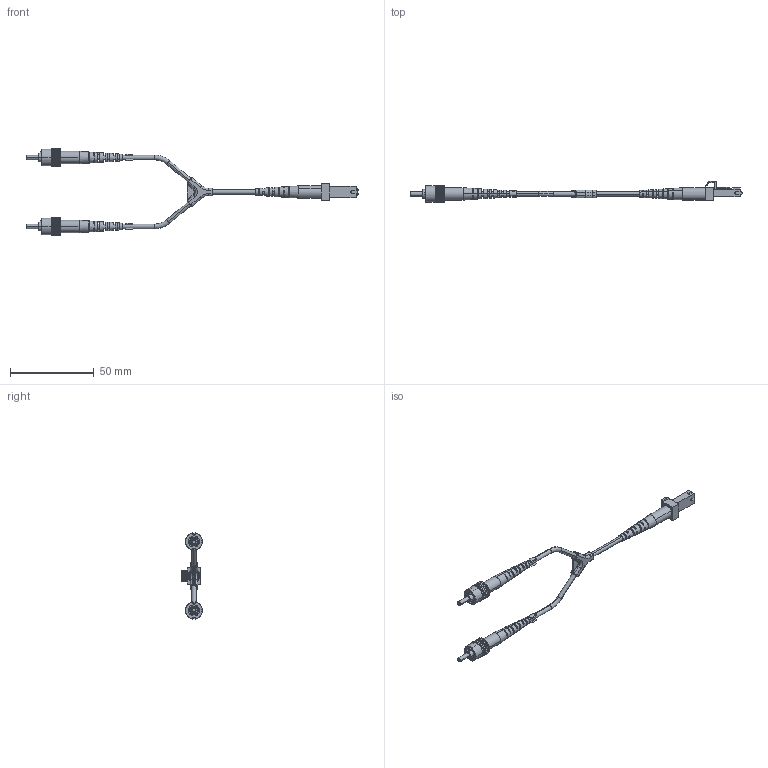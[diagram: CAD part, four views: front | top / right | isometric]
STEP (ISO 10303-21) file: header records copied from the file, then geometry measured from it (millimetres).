
FILE_DESCRIPTION (( 'STEP AP203' ), '1' );
FILE_NAME ('SFODST-MT.STEP', '2006-06-23T20:19:57', ( 'lcom' ), ( 'lcom' ), 'SwSTEP 2.0', 'SolidWorks 2006004', '' );
FILE_SCHEMA (( 'CONFIG_CONTROL_DESIGN' ));
Length unit declared in the file: inch
Products named in the file (13): FOC-001BA; SFODST-MT-MA1; LBL-C3P-A; LBL-C3P-B; SFODST-MT; FOC-001BA-PROD-MA3; FOC-001BA-PROD-MA2; FOC-001BA-PROD-MA1; CONN-91-100-97-BP3B; CONN-91-100-97-BP3B-MA1; CONN-91-100-97-BP3B-MA2; SFODST-MT-MA2; TUBE-TAT-125SCD-1875(Y)
Assembly tree (14 placements, depth 3):
  SFODST-MT
    LBL-C3P-B
    SFODST-MT-MA2  x2
    FOC-001BA  x2
      FOC-001BA-PROD-MA3
      FOC-001BA-PROD-MA2
      FOC-001BA-PROD-MA1
    CONN-91-100-97-BP3B
      CONN-91-100-97-BP3B-MA1
      CONN-91-100-97-BP3B-MA2
    TUBE-TAT-125SCD-1875(Y)
    LBL-C3P-A
    SFODST-MT-MA1
Bounding box: 198.07 x 12.59 x 51.43 mm (x, y, z)
Volume: 6241.3 mm3; surface area: 11072.9 mm2
Topology: 14 solids, 14 shells, 679 faces, 1925 edges, 1258 vertices
Faces by surface type: plane 495, cylinder 105, torus 30, cone 28, bspline 21
Entity records: 20227 total; most frequent: CARTESIAN_POINT 6135, ORIENTED_EDGE 2744, DIRECTION 2553, EDGE_CURVE 1372, VERTEX_POINT 892, AXIS2_PLACEMENT_3D 877, LINE 799, VECTOR 799
